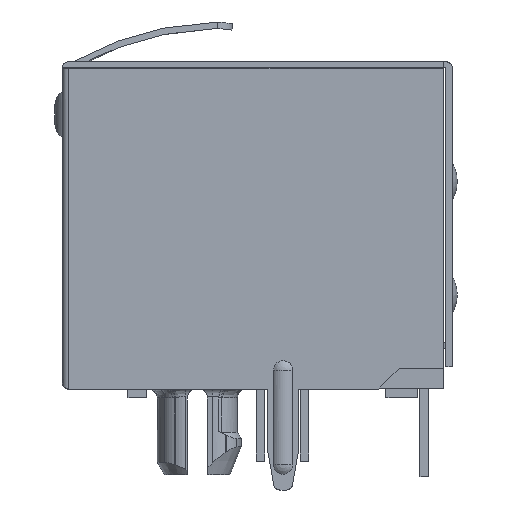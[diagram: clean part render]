
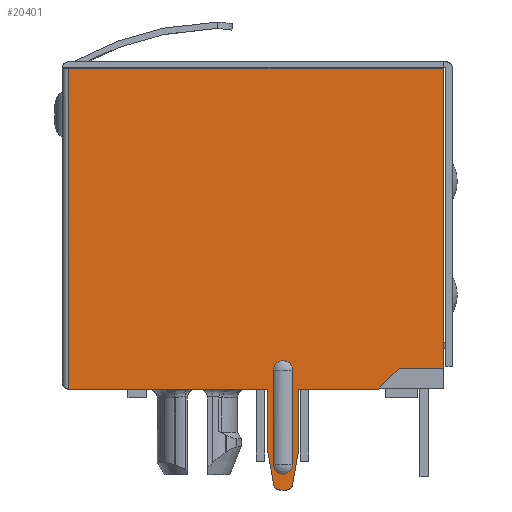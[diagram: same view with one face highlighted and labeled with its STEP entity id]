
A CAD part, left-side view. The second image highlights one B-rep face of the part: STEP entity #20401.
In plain terms, the highlighted planar face has unit normal (-1, 0, 0).
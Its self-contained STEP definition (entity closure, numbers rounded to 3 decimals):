
#12012 = VERTEX_POINT('',#12013);
#12013 = CARTESIAN_POINT('',(-4.705,7.721,
    0.364));
#12891 = VERTEX_POINT('',#12892);
#12892 = CARTESIAN_POINT('',(-4.705,7.721,
    13.29));
#12901 = EDGE_CURVE('',#12902,#12891,#12904,.T.);
#12902 = VERTEX_POINT('',#12903);
#12903 = CARTESIAN_POINT('',(-4.705,-7.366,
    13.29));
#12904 = LINE('',#12905,#12906);
#12905 = CARTESIAN_POINT('',(-4.705,0.351,
    13.29));
#12906 = VECTOR('',#12907,1.);
#12907 = DIRECTION('',(0.,1.,0.));
#19157 = EDGE_CURVE('',#12891,#12012,#19158,.T.);
#19158 = LINE('',#19159,#19160);
#19159 = CARTESIAN_POINT('',(-4.705,7.721,
    6.788));
#19160 = VECTOR('',#19161,1.);
#19161 = DIRECTION('',(0.,0.,-1.));
#19381 = EDGE_CURVE('',#19382,#12012,#19384,.T.);
#19382 = VERTEX_POINT('',#19383);
#19383 = CARTESIAN_POINT('',(-4.705,-0.305,
    0.364));
#19384 = LINE('',#19385,#19386);
#19385 = CARTESIAN_POINT('',(-4.705,3.708,
    0.364));
#19386 = VECTOR('',#19387,1.);
#19387 = DIRECTION('',(0.,1.,0.));
#20036 = VERTEX_POINT('',#20037);
#20037 = CARTESIAN_POINT('',(-4.705,-1.524,
    -2.176));
#20043 = EDGE_CURVE('',#20036,#20044,#20046,.T.);
#20044 = VERTEX_POINT('',#20045);
#20045 = CARTESIAN_POINT('',(-4.705,-1.292,
    -3.49));
#20046 = LINE('',#20047,#20048);
#20047 = CARTESIAN_POINT('',(-4.705,-1.408,
    -2.833));
#20048 = VECTOR('',#20049,1.);
#20049 = DIRECTION('',(0.,0.174,
    -0.985));
#20065 = EDGE_CURVE('',#20066,#20044,#20068,.T.);
#20066 = VERTEX_POINT('',#20067);
#20067 = CARTESIAN_POINT('',(-4.705,-1.042,
    -3.7));
#20068 = B_SPLINE_CURVE_WITH_KNOTS('',3,(#20069,#20070,#20071,#20072,
    #20073,#20074,#20075,#20076,#20077,#20078),.UNSPECIFIED.,.F.,.F.,(4,
    2,2,2,4),(0.,0.25,0.5,0.75,1.),.UNSPECIFIED.);
#20069 = CARTESIAN_POINT('',(-4.705,-1.042,
    -3.7));
#20070 = CARTESIAN_POINT('',(-4.705,-1.073,
    -3.7));
#20071 = CARTESIAN_POINT('',(-4.705,-1.102,
    -3.695));
#20072 = CARTESIAN_POINT('',(-4.705,-1.157,
    -3.675));
#20073 = CARTESIAN_POINT('',(-4.705,-1.183,
    -3.659));
#20074 = CARTESIAN_POINT('',(-4.705,-1.228,
    -3.622));
#20075 = CARTESIAN_POINT('',(-4.705,-1.248,
    -3.598));
#20076 = CARTESIAN_POINT('',(-4.705,-1.277,
    -3.548));
#20077 = CARTESIAN_POINT('',(-4.705,-1.287,
    -3.52));
#20078 = CARTESIAN_POINT('',(-4.705,-1.292,
    -3.49));
#20097 = EDGE_CURVE('',#20098,#20066,#20100,.T.);
#20098 = VERTEX_POINT('',#20099);
#20099 = CARTESIAN_POINT('',(-4.705,-0.787,
    -3.7));
#20100 = LINE('',#20101,#20102);
#20101 = CARTESIAN_POINT('',(-4.705,-0.915,
    -3.7));
#20102 = VECTOR('',#20103,1.);
#20103 = DIRECTION('',(0.,-1.,0.));
#20120 = EDGE_CURVE('',#20121,#20098,#20123,.T.);
#20121 = VERTEX_POINT('',#20122);
#20122 = CARTESIAN_POINT('',(-4.705,-0.537,
    -3.49));
#20123 = B_SPLINE_CURVE_WITH_KNOTS('',3,(#20124,#20125,#20126,#20127,
    #20128,#20129,#20130,#20131,#20132,#20133),.UNSPECIFIED.,.F.,.F.,(4,
    2,2,2,4),(0.,0.25,0.5,0.75,1.),.UNSPECIFIED.);
#20124 = CARTESIAN_POINT('',(-4.705,-0.537,
    -3.49));
#20125 = CARTESIAN_POINT('',(-4.705,-0.542,
    -3.521));
#20126 = CARTESIAN_POINT('',(-4.705,-0.552,
    -3.548));
#20127 = CARTESIAN_POINT('',(-4.705,-0.581,
    -3.598));
#20128 = CARTESIAN_POINT('',(-4.705,-0.601,
    -3.622));
#20129 = CARTESIAN_POINT('',(-4.705,-0.646,
    -3.659));
#20130 = CARTESIAN_POINT('',(-4.705,-0.673,
    -3.675));
#20131 = CARTESIAN_POINT('',(-4.705,-0.727,
    -3.695));
#20132 = CARTESIAN_POINT('',(-4.705,-0.756,
    -3.7));
#20133 = CARTESIAN_POINT('',(-4.705,-0.787,
    -3.7));
#20153 = EDGE_CURVE('',#20121,#20154,#20156,.T.);
#20154 = VERTEX_POINT('',#20155);
#20155 = CARTESIAN_POINT('',(-4.705,-0.305,
    -2.176));
#20156 = LINE('',#20157,#20158);
#20157 = CARTESIAN_POINT('',(-4.705,-0.421,
    -2.833));
#20158 = VECTOR('',#20159,1.);
#20159 = DIRECTION('',(0.,0.174,0.985
    ));
#20177 = EDGE_CURVE('',#20154,#19382,#20178,.T.);
#20178 = LINE('',#20179,#20180);
#20179 = CARTESIAN_POINT('',(-4.705,-0.305,
    -0.906));
#20180 = VECTOR('',#20181,1.);
#20181 = DIRECTION('',(0.,0.,1.));
#20193 = EDGE_CURVE('',#12902,#20194,#20196,.T.);
#20194 = VERTEX_POINT('',#20195);
#20195 = CARTESIAN_POINT('',(-4.705,-7.366,
    1.202));
#20196 = LINE('',#20197,#20198);
#20197 = CARTESIAN_POINT('',(-4.705,-7.366,
    7.246));
#20198 = VECTOR('',#20199,1.);
#20199 = DIRECTION('',(0.,0.,-1.));
#20217 = EDGE_CURVE('',#20218,#20194,#20220,.T.);
#20218 = VERTEX_POINT('',#20219);
#20219 = CARTESIAN_POINT('',(-4.705,-5.588,
    1.202));
#20220 = LINE('',#20221,#20222);
#20221 = CARTESIAN_POINT('',(-4.705,-6.477,
    1.202));
#20222 = VECTOR('',#20223,1.);
#20223 = DIRECTION('',(0.,-1.,0.));
#20241 = EDGE_CURVE('',#20242,#20218,#20244,.T.);
#20242 = VERTEX_POINT('',#20243);
#20243 = CARTESIAN_POINT('',(-4.705,-4.75,
    0.364));
#20244 = LINE('',#20245,#20246);
#20245 = CARTESIAN_POINT('',(-4.705,-5.169,
    0.783));
#20246 = VECTOR('',#20247,1.);
#20247 = DIRECTION('',(0.,-0.707,
    0.707));
#20265 = EDGE_CURVE('',#20242,#20266,#20268,.T.);
#20266 = VERTEX_POINT('',#20267);
#20267 = CARTESIAN_POINT('',(-4.705,-1.524,
    0.364));
#20268 = LINE('',#20269,#20270);
#20269 = CARTESIAN_POINT('',(-4.705,-3.137,
    0.364));
#20270 = VECTOR('',#20271,1.);
#20271 = DIRECTION('',(0.,1.,0.));
#20290 = EDGE_CURVE('',#20266,#20036,#20291,.T.);
#20291 = LINE('',#20292,#20293);
#20292 = CARTESIAN_POINT('',(-4.705,-1.524,
    -0.906));
#20293 = VECTOR('',#20294,1.);
#20294 = DIRECTION('',(0.,0.,-1.));
#20401 = ADVANCED_FACE('',(#20402,#20450),#20466,.T.);
#20402 = FACE_BOUND('',#20403,.T.);
#20403 = EDGE_LOOP('',(#20404,#20414,#20429,#20437));
#20404 = ORIENTED_EDGE('',*,*,#20405,.T.);
#20405 = EDGE_CURVE('',#20406,#20408,#20410,.T.);
#20406 = VERTEX_POINT('',#20407);
#20407 = CARTESIAN_POINT('',(-4.705,-0.534,
    -2.684));
#20408 = VERTEX_POINT('',#20409);
#20409 = CARTESIAN_POINT('',(-4.705,-0.534,
    1.126));
#20410 = LINE('',#20411,#20412);
#20411 = CARTESIAN_POINT('',(-4.705,-0.534,
    4.795));
#20412 = VECTOR('',#20413,1.);
#20413 = DIRECTION('',(0.,0.,1.));
#20414 = ORIENTED_EDGE('',*,*,#20415,.T.);
#20415 = EDGE_CURVE('',#20408,#20416,#20418,.T.);
#20416 = VERTEX_POINT('',#20417);
#20417 = CARTESIAN_POINT('',(-4.705,-1.296,
    1.126));
#20418 = B_SPLINE_CURVE_WITH_KNOTS('',3,(#20419,#20420,#20421,#20422,
    #20423,#20424,#20425,#20426,#20427,#20428),.UNSPECIFIED.,.F.,.F.,(4,
    2,2,2,4),(0.,0.25,0.5,0.75,1.),.UNSPECIFIED.);
#20419 = CARTESIAN_POINT('',(-4.705,-0.534,
    1.126));
#20420 = CARTESIAN_POINT('',(-4.705,-0.534,
    1.227));
#20421 = CARTESIAN_POINT('',(-4.705,-0.574,
    1.324));
#20422 = CARTESIAN_POINT('',(-4.705,-0.716,
    1.466));
#20423 = CARTESIAN_POINT('',(-4.705,-0.814,
    1.507));
#20424 = CARTESIAN_POINT('',(-4.705,-1.015,
    1.507));
#20425 = CARTESIAN_POINT('',(-4.705,-1.113,
    1.466));
#20426 = CARTESIAN_POINT('',(-4.705,-1.255,
    1.325));
#20427 = CARTESIAN_POINT('',(-4.705,-1.295,
    1.228));
#20428 = CARTESIAN_POINT('',(-4.705,-1.296,
    1.126));
#20429 = ORIENTED_EDGE('',*,*,#20430,.T.);
#20430 = EDGE_CURVE('',#20416,#20431,#20433,.T.);
#20431 = VERTEX_POINT('',#20432);
#20432 = CARTESIAN_POINT('',(-4.705,-1.296,
    -2.684));
#20433 = LINE('',#20434,#20435);
#20434 = CARTESIAN_POINT('',(-4.705,-1.296,
    4.795));
#20435 = VECTOR('',#20436,1.);
#20436 = DIRECTION('',(0.,0.,-1.));
#20437 = ORIENTED_EDGE('',*,*,#20438,.T.);
#20438 = EDGE_CURVE('',#20431,#20406,#20439,.T.);
#20439 = B_SPLINE_CURVE_WITH_KNOTS('',3,(#20440,#20441,#20442,#20443,
    #20444,#20445,#20446,#20447,#20448,#20449),.UNSPECIFIED.,.F.,.F.,(4,
    2,2,2,4),(0.,0.25,0.5,0.75,1.),.UNSPECIFIED.);
#20440 = CARTESIAN_POINT('',(-4.705,-1.296,
    -2.684));
#20441 = CARTESIAN_POINT('',(-4.705,-1.295,
    -2.785));
#20442 = CARTESIAN_POINT('',(-4.705,-1.255,
    -2.882));
#20443 = CARTESIAN_POINT('',(-4.705,-1.113,
    -3.024));
#20444 = CARTESIAN_POINT('',(-4.705,-1.015,
    -3.065));
#20445 = CARTESIAN_POINT('',(-4.705,-0.814,
    -3.065));
#20446 = CARTESIAN_POINT('',(-4.705,-0.716,
    -3.024));
#20447 = CARTESIAN_POINT('',(-4.705,-0.574,
    -2.883));
#20448 = CARTESIAN_POINT('',(-4.705,-0.534,
    -2.786));
#20449 = CARTESIAN_POINT('',(-4.705,-0.534,
    -2.684));
#20450 = FACE_BOUND('',#20451,.T.);
#20451 = EDGE_LOOP('',(#20452,#20453,#20454,#20455,#20456,#20457,#20458,
    #20459,#20460,#20461,#20462,#20463,#20464,#20465));
#20452 = ORIENTED_EDGE('',*,*,#20265,.F.);
#20453 = ORIENTED_EDGE('',*,*,#20241,.T.);
#20454 = ORIENTED_EDGE('',*,*,#20217,.T.);
#20455 = ORIENTED_EDGE('',*,*,#20193,.F.);
#20456 = ORIENTED_EDGE('',*,*,#12901,.T.);
#20457 = ORIENTED_EDGE('',*,*,#19157,.T.);
#20458 = ORIENTED_EDGE('',*,*,#19381,.F.);
#20459 = ORIENTED_EDGE('',*,*,#20177,.F.);
#20460 = ORIENTED_EDGE('',*,*,#20153,.F.);
#20461 = ORIENTED_EDGE('',*,*,#20120,.T.);
#20462 = ORIENTED_EDGE('',*,*,#20097,.T.);
#20463 = ORIENTED_EDGE('',*,*,#20065,.T.);
#20464 = ORIENTED_EDGE('',*,*,#20043,.F.);
#20465 = ORIENTED_EDGE('',*,*,#20290,.F.);
#20466 = PLANE('',#20467);
#20467 = AXIS2_PLACEMENT_3D('',#20468,#20469,#20470);
#20468 = CARTESIAN_POINT('',(-4.705,7.721,
    -3.7));
#20469 = DIRECTION('',(-1.,0.,0.));
#20470 = DIRECTION('',(0.,-1.,0.));
